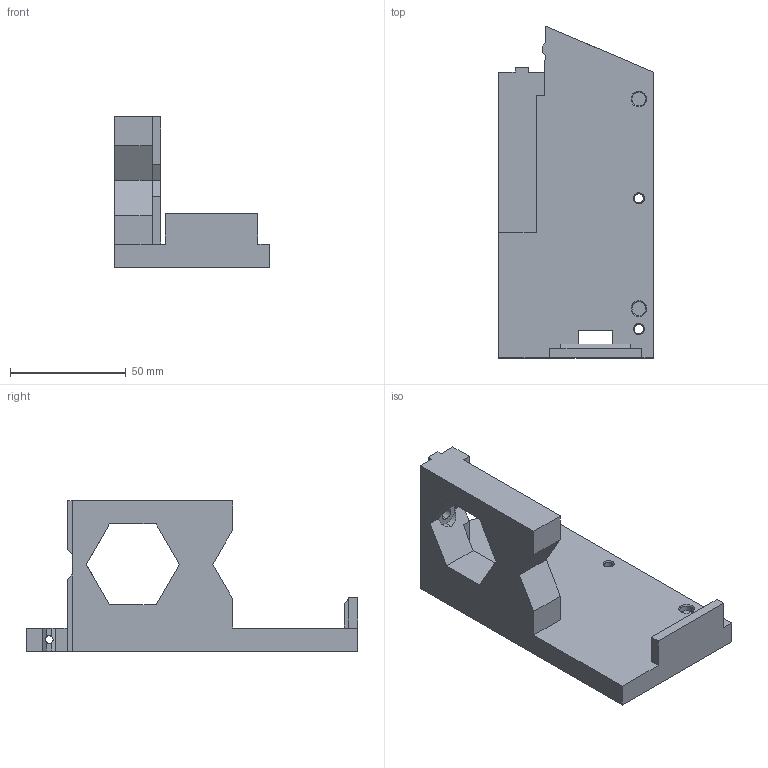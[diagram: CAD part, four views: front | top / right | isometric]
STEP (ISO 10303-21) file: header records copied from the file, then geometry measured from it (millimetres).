
FILE_DESCRIPTION (( 'STEP AP203' ), '1' );
FILE_NAME ('head_holder.STEP', '2024-06-24T14:04:52', ( '' ), ( '' ), 'SwSTEP 2.0', 'SolidWorks 2023', '' );
FILE_SCHEMA (( 'CONFIG_CONTROL_DESIGN' ));
Length unit declared in the file: millimetre
Products named in the file (1): head_holder
Bounding box: 67 x 143.6 x 65 mm (x, y, z)
Volume: 132641.7 mm3; surface area: 34390.7 mm2
Topology: 1 solids, 1 shells, 97 faces, 264 edges, 169 vertices
Faces by surface type: plane 62, cylinder 25, cone 8, bspline 2
Entity records: 3209 total; most frequent: CARTESIAN_POINT 673, ORIENTED_EDGE 524, DIRECTION 489, EDGE_CURVE 262, VECTOR 187, LINE 187, VERTEX_POINT 169, AXIS2_PLACEMENT_3D 151
